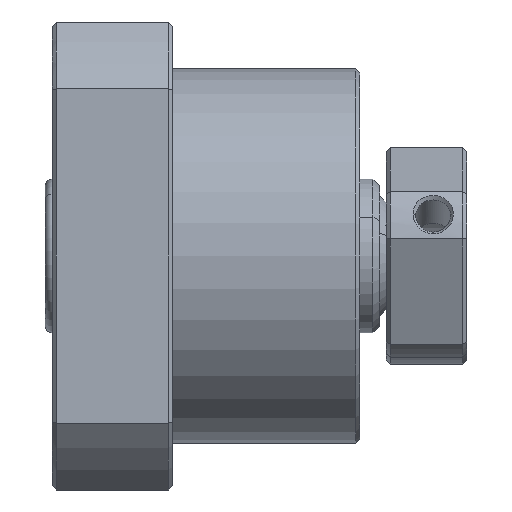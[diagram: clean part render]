
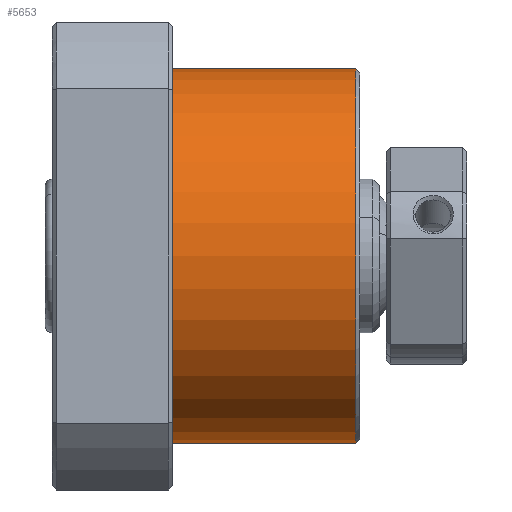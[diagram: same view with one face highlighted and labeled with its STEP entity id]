
A CAD part, front view. The second image highlights one B-rep face of the part: STEP entity #5653.
In plain terms, the highlighted cylindrical face has radius 14 mm (diameter 28 mm), a partial arc.
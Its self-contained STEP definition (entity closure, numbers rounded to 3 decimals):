
#3184=CARTESIAN_POINT('',(22.7,0.,-14.));
#3185=VERTEX_POINT('',#3184);
#3192=CARTESIAN_POINT('',(22.7,-0.,14.));
#3193=VERTEX_POINT('',#3192);
#3216=CARTESIAN_POINT('',(9.,0.,-14.));
#3217=VERTEX_POINT('',#3216);
#3218=CARTESIAN_POINT('',(22.7,0.,-14.));
#3219=DIRECTION('',(-1.,-0.,0.));
#3220=VECTOR('',#3219,13.7);
#3221=LINE('',#3218,#3220);
#3222=EDGE_CURVE('',#3185,#3217,#3221,.T.);
#3224=CARTESIAN_POINT('',(9.,-0.,14.));
#3225=VERTEX_POINT('',#3224);
#3233=CARTESIAN_POINT('',(22.7,0.,14.));
#3234=DIRECTION('',(-1.,0.,-0.));
#3235=VECTOR('',#3234,13.7);
#3236=LINE('',#3233,#3235);
#3237=EDGE_CURVE('',#3193,#3225,#3236,.T.);
#5626=CARTESIAN_POINT('',(9.,0.,0.));
#5627=DIRECTION('',(-1.,0.,0.));
#5628=DIRECTION('',(0.,0.,1.));
#5629=AXIS2_PLACEMENT_3D('',#5626,#5627,#5628);
#5630=CIRCLE('',#5629,14.);
#5631=EDGE_CURVE('',#3217,#3225,#5630,.T.);
#5636=CARTESIAN_POINT('',(-94.469,0.,0.));
#5637=DIRECTION('',(-1.,0.,0.));
#5638=DIRECTION('',(0.,0.,1.));
#5639=AXIS2_PLACEMENT_3D('',#5636,#5637,#5638);
#5640=CYLINDRICAL_SURFACE('',#5639,14.);
#5641=ORIENTED_EDGE('',*,*,#3222,.F.);
#5642=CARTESIAN_POINT('',(22.7,0.,0.));
#5643=DIRECTION('',(-1.,0.,0.));
#5644=DIRECTION('',(0.,0.,1.));
#5645=AXIS2_PLACEMENT_3D('',#5642,#5643,#5644);
#5646=CIRCLE('',#5645,14.);
#5647=EDGE_CURVE('',#3185,#3193,#5646,.T.);
#5648=ORIENTED_EDGE('',*,*,#5647,.T.);
#5649=ORIENTED_EDGE('',*,*,#3237,.T.);
#5650=ORIENTED_EDGE('',*,*,#5631,.F.);
#5651=EDGE_LOOP('',(#5641,#5648,#5649,#5650));
#5652=FACE_BOUND('',#5651,.T.);
#5653=ADVANCED_FACE('NONE',(#5652),#5640,.T.);
